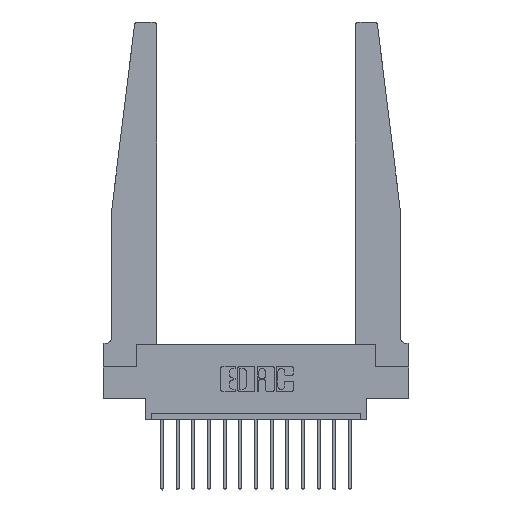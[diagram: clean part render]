
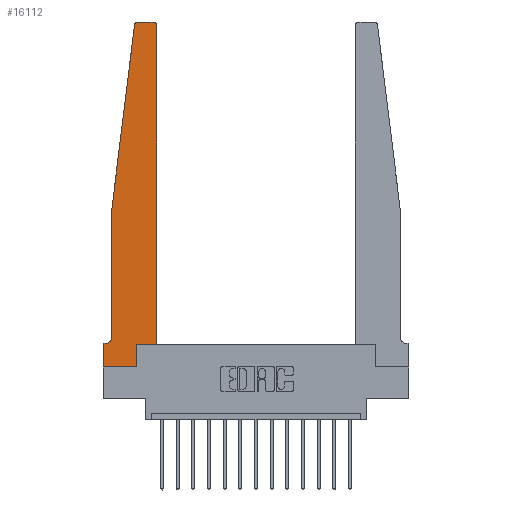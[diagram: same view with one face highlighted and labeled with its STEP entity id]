
A CAD part, top view. The second image highlights one B-rep face of the part: STEP entity #16112.
In plain terms, the highlighted planar face has unit normal (0, 0, 1).
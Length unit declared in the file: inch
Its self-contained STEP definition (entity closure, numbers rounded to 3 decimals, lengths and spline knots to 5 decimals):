
#223 = CARTESIAN_POINT ( 'NONE',  ( 0., 0., 0.37 ) ) ;
#289 = DIRECTION ( 'NONE',  ( 0., 0., 1. ) ) ;
#375 = VECTOR ( 'NONE', #703, 39.37008 ) ;
#703 = DIRECTION ( 'NONE',  ( 0., 1., 0. ) ) ;
#718 = ORIENTED_EDGE ( 'NONE', *, *, #16311, .T. ) ;
#872 = LINE ( 'NONE', #5918, #9467 ) ;
#1024 = CARTESIAN_POINT ( 'NONE',  ( 0.425, 2.72, 0.37 ) ) ;
#1229 = DIRECTION ( 'NONE',  ( 1., 0., 0. ) ) ;
#1244 = CARTESIAN_POINT ( 'NONE',  ( 0.2605, 0.18, 0.37 ) ) ;
#1304 = VERTEX_POINT ( 'NONE', #5395 ) ;
#1330 = LINE ( 'NONE', #5768, #5672 ) ;
#1446 = EDGE_LOOP ( 'NONE', ( #4246, #7680, #718, #7966, #9769, #9635, #15981, #9188, #9200, #9350, #14873, #4654 ) ) ;
#1699 = VECTOR ( 'NONE', #8255, 39.37008 ) ;
#1772 = CARTESIAN_POINT ( 'NONE',  ( 0., 0.1875, 0.37 ) ) ;
#2233 = VERTEX_POINT ( 'NONE', #5469 ) ;
#2239 = CARTESIAN_POINT ( 'NONE',  ( 0.24675, 2.72367, 0.37 ) ) ;
#2246 = EDGE_CURVE ( 'NONE', #2850, #10810, #872, .T. ) ;
#2784 = VECTOR ( 'NONE', #7818, 39.37008 ) ;
#2850 = VERTEX_POINT ( 'NONE', #15093 ) ;
#3320 = DIRECTION ( 'NONE',  ( 0., 0., 1. ) ) ;
#3332 = CIRCLE ( 'NONE', #14820, 0.03 ) ;
#4104 = CARTESIAN_POINT ( 'NONE',  ( 0.425, 0.18, 0.37 ) ) ;
#4122 = CARTESIAN_POINT ( 'NONE',  ( 0., 0., 0.37 ) ) ;
#4149 = DIRECTION ( 'NONE',  ( -1., 0., 0. ) ) ;
#4150 = EDGE_CURVE ( 'NONE', #10810, #15541, #6154, .T. ) ;
#4246 = ORIENTED_EDGE ( 'NONE', *, *, #11685, .T. ) ;
#4296 = AXIS2_PLACEMENT_3D ( 'NONE', #9056, #16730, #1229 ) ;
#4646 = CARTESIAN_POINT ( 'NONE',  ( 0.015, 0.1875, 0.37 ) ) ;
#4654 = ORIENTED_EDGE ( 'NONE', *, *, #6312, .T. ) ;
#4773 = DIRECTION ( 'NONE',  ( 1., 0., 0. ) ) ;
#4800 = EDGE_CURVE ( 'NONE', #1304, #9171, #7562, .T. ) ;
#5077 = LINE ( 'NONE', #15532, #13607 ) ;
#5176 = CARTESIAN_POINT ( 'NONE',  ( 0.27653, 2.75, 0.37 ) ) ;
#5253 = LINE ( 'NONE', #13252, #15232 ) ;
#5284 = DIRECTION ( 'NONE',  ( 0., -1., 0. ) ) ;
#5395 = CARTESIAN_POINT ( 'NONE',  ( 0., 0.1875, 0.37 ) ) ;
#5469 = CARTESIAN_POINT ( 'NONE',  ( 0.425, 0.18, 0.37 ) ) ;
#5672 = VECTOR ( 'NONE', #4773, 39.37008 ) ;
#5732 = VERTEX_POINT ( 'NONE', #5176 ) ;
#5768 = CARTESIAN_POINT ( 'NONE',  ( 0.425, 0.18, 0.37 ) ) ;
#5918 = CARTESIAN_POINT ( 'NONE',  ( 0.065, 1.25, 0.37 ) ) ;
#6154 = CIRCLE ( 'NONE', #13845, 0.05 ) ;
#6312 = EDGE_CURVE ( 'NONE', #16285, #11458, #10565, .T. ) ;
#7183 = EDGE_CURVE ( 'NONE', #8562, #2233, #1330, .T. ) ;
#7494 = EDGE_CURVE ( 'NONE', #2233, #16285, #13989, .T. ) ;
#7562 = LINE ( 'NONE', #4122, #15499 ) ;
#7563 = CARTESIAN_POINT ( 'NONE',  ( 0., 0., 0.37 ) ) ;
#7680 = ORIENTED_EDGE ( 'NONE', *, *, #12243, .T. ) ;
#7818 = DIRECTION ( 'NONE',  ( 0., 1., 0. ) ) ;
#7898 = CARTESIAN_POINT ( 'NONE',  ( 0.395, 2.75, 0.37 ) ) ;
#7966 = ORIENTED_EDGE ( 'NONE', *, *, #2246, .T. ) ;
#8255 = DIRECTION ( 'NONE',  ( -1., 0., 0. ) ) ;
#8562 = VERTEX_POINT ( 'NONE', #1244 ) ;
#8661 = EDGE_CURVE ( 'NONE', #9171, #13456, #11926, .T. ) ;
#8699 = CARTESIAN_POINT ( 'NONE',  ( 0.2605, 0.18, 0.37 ) ) ;
#8902 = CARTESIAN_POINT ( 'NONE',  ( 0.065, 0.2375, 0.37 ) ) ;
#9056 = CARTESIAN_POINT ( 'NONE',  ( 0.395, 2.72, 0.37 ) ) ;
#9076 = VECTOR ( 'NONE', #14627, 39.37008 ) ;
#9171 = VERTEX_POINT ( 'NONE', #7563 ) ;
#9188 = ORIENTED_EDGE ( 'NONE', *, *, #8661, .T. ) ;
#9200 = ORIENTED_EDGE ( 'NONE', *, *, #15629, .T. ) ;
#9310 = AXIS2_PLACEMENT_3D ( 'NONE', #1772, #3320, #16154 ) ;
#9350 = ORIENTED_EDGE ( 'NONE', *, *, #7183, .T. ) ;
#9354 = CARTESIAN_POINT ( 'NONE',  ( 0.015, 0.2375, 0.37 ) ) ;
#9467 = VECTOR ( 'NONE', #11092, 39.37008 ) ;
#9569 = FACE_OUTER_BOUND ( 'NONE', #1446, .T. ) ;
#9635 = ORIENTED_EDGE ( 'NONE', *, *, #16764, .T. ) ;
#9769 = ORIENTED_EDGE ( 'NONE', *, *, #4150, .T. ) ;
#9771 = PLANE ( 'NONE',  #9310 ) ;
#9895 = LINE ( 'NONE', #14879, #1699 ) ;
#10565 = CIRCLE ( 'NONE', #4296, 0.03 ) ;
#10727 = CARTESIAN_POINT ( 'NONE',  ( 0.27653, 2.72, 0.37 ) ) ;
#10782 = DIRECTION ( 'NONE',  ( -0.122, -0.992, 0. ) ) ;
#10810 = VERTEX_POINT ( 'NONE', #8902 ) ;
#11092 = DIRECTION ( 'NONE',  ( 0., -1., 0. ) ) ;
#11458 = VERTEX_POINT ( 'NONE', #7898 ) ;
#11685 = EDGE_CURVE ( 'NONE', #11458, #5732, #9895, .T. ) ;
#11850 = VERTEX_POINT ( 'NONE', #2239 ) ;
#11926 = LINE ( 'NONE', #223, #9076 ) ;
#12006 = DIRECTION ( 'NONE',  ( 0., 0., -1. ) ) ;
#12085 = DIRECTION ( 'NONE',  ( 1., 0., 0. ) ) ;
#12243 = EDGE_CURVE ( 'NONE', #5732, #11850, #3332, .T. ) ;
#12753 = DIRECTION ( 'NONE',  ( -1., 0., 0. ) ) ;
#13252 = CARTESIAN_POINT ( 'NONE',  ( 0.065, 1.25, 0.37 ) ) ;
#13456 = VERTEX_POINT ( 'NONE', #16161 ) ;
#13607 = VECTOR ( 'NONE', #12753, 39.37008 ) ;
#13845 = AXIS2_PLACEMENT_3D ( 'NONE', #9354, #12006, #4149 ) ;
#13989 = LINE ( 'NONE', #4104, #2784 ) ;
#14198 = LINE ( 'NONE', #8699, #375 ) ;
#14627 = DIRECTION ( 'NONE',  ( 1., 0., 0. ) ) ;
#14820 = AXIS2_PLACEMENT_3D ( 'NONE', #10727, #289, #12085 ) ;
#14873 = ORIENTED_EDGE ( 'NONE', *, *, #7494, .T. ) ;
#14879 = CARTESIAN_POINT ( 'NONE',  ( 0.25, 2.75, 0.37 ) ) ;
#15093 = CARTESIAN_POINT ( 'NONE',  ( 0.065, 1.25, 0.37 ) ) ;
#15232 = VECTOR ( 'NONE', #10782, 39.37008 ) ;
#15499 = VECTOR ( 'NONE', #5284, 39.37008 ) ;
#15532 = CARTESIAN_POINT ( 'NONE',  ( 0.065, 0.1875, 0.37 ) ) ;
#15541 = VERTEX_POINT ( 'NONE', #4646 ) ;
#15629 = EDGE_CURVE ( 'NONE', #13456, #8562, #14198, .T. ) ;
#15981 = ORIENTED_EDGE ( 'NONE', *, *, #4800, .T. ) ;
#16112 = ADVANCED_FACE ( 'NONE', ( #9569 ), #9771, .T. ) ;
#16154 = DIRECTION ( 'NONE',  ( 1., 0., 0. ) ) ;
#16161 = CARTESIAN_POINT ( 'NONE',  ( 0.2605, 0., 0.37 ) ) ;
#16285 = VERTEX_POINT ( 'NONE', #1024 ) ;
#16311 = EDGE_CURVE ( 'NONE', #11850, #2850, #5253, .T. ) ;
#16730 = DIRECTION ( 'NONE',  ( 0., 0., 1. ) ) ;
#16764 = EDGE_CURVE ( 'NONE', #15541, #1304, #5077, .T. ) ;
